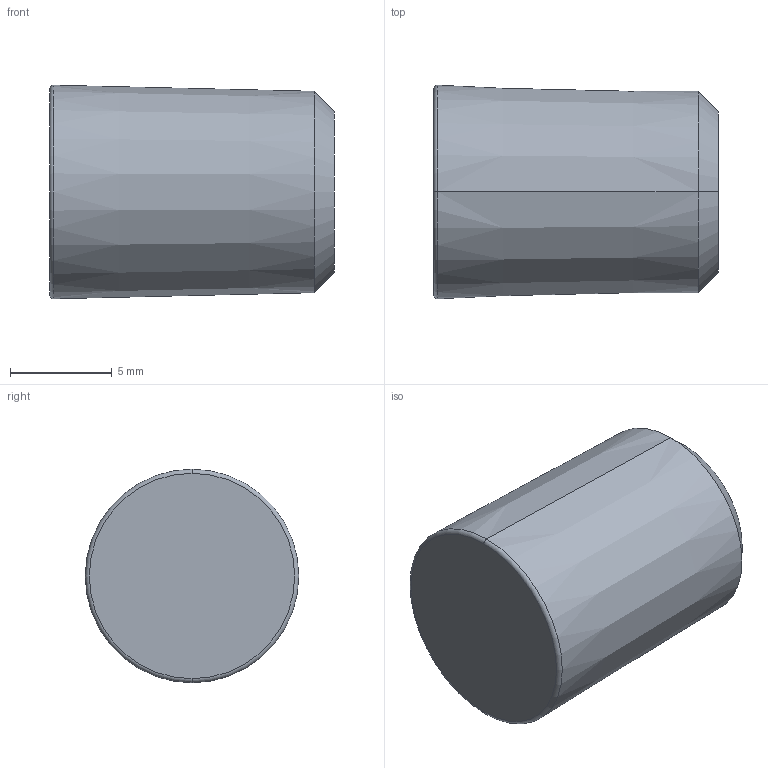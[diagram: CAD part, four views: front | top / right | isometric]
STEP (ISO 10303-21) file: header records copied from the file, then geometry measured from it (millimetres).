
FILE_DESCRIPTION (( 'STEP AP214' ), '1' );
FILE_NAME ('TO101410.STEP', '2013-06-26T07:12:40', ( '' ), ( '' ), 'SwSTEP 2.0', 'SolidWorks 2011', '' );
FILE_SCHEMA (( 'AUTOMOTIVE_DESIGN' ));
Length unit declared in the file: millimetre
Products named in the file (2): TO101410; TO.101410
Assembly tree (1 placements, depth 2):
  TO101410
    TO.101410
Bounding box: 14 x 10.5 x 10.5 mm (x, y, z)
Volume: 1125.8 mm3; surface area: 589.2 mm2
Topology: 1 solids, 1 shells, 8 faces, 14 edges, 8 vertices
Faces by surface type: cone 4, torus 2, plane 2
Entity records: 262 total; most frequent: DIRECTION 48, CARTESIAN_POINT 34, ORIENTED_EDGE 28, AXIS2_PLACEMENT_3D 22, EDGE_CURVE 14, CIRCLE 10, EDGE_LOOP 8, VERTEX_POINT 8
